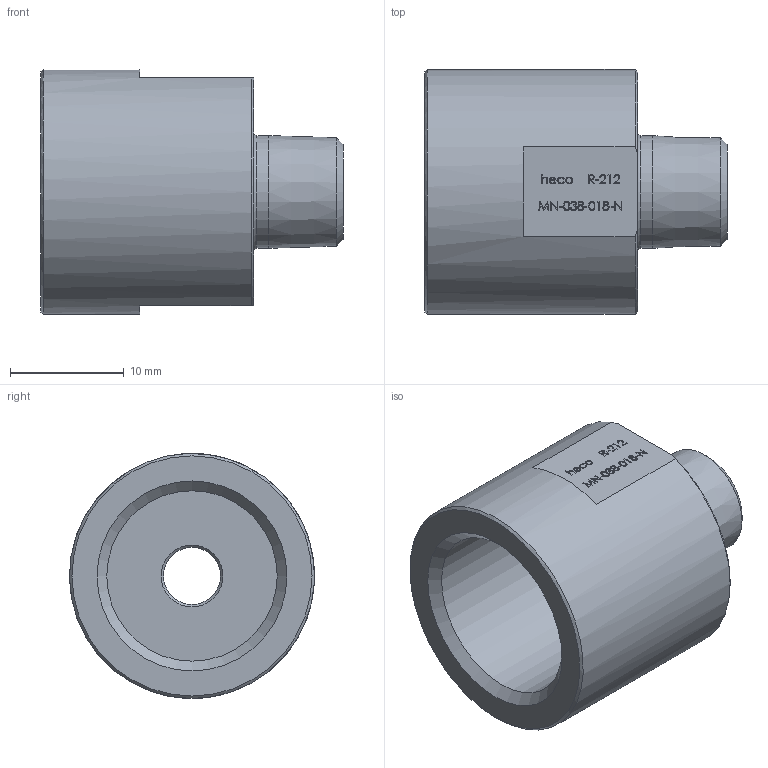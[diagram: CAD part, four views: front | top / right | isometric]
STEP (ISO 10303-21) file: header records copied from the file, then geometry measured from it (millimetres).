
FILE_DESCRIPTION (( 'STEP AP214' ), '1' );
FILE_NAME ('MN-038-018-N R-212 Reduzierstück 2011.STEP', '2020-11-10T14:26:47', ( '' ), ( '' ), 'SwSTEP 2.0', 'SolidWorks 2019', '' );
FILE_SCHEMA (( 'AUTOMOTIVE_DESIGN' ));
Length unit declared in the file: millimetre
Products named in the file (1): MN-038-018-N R-212 Reduzierstück 2011
Bounding box: 26.5 x 21.5 x 21.49 mm (x, y, z)
Volume: 4544.9 mm3; surface area: 2974.8 mm2
Topology: 1 solids, 1 shells, 269 faces, 699 edges, 464 vertices
Faces by surface type: plane 138, bspline 118, cone 8, cylinder 4, torus 1
Full cylindrical faces by diameter (mm): 5 x1, 9.884 x1, 14.95 x1, 21.5 x1
Entity records: 17395 total; most frequent: CARTESIAN_POINT 8988, ORIENTED_EDGE 1372, DIRECTION 770, EDGE_CURVE 686, VERTEX_POINT 462, LINE 426, VECTOR 426, EDGE_LOOP 314
